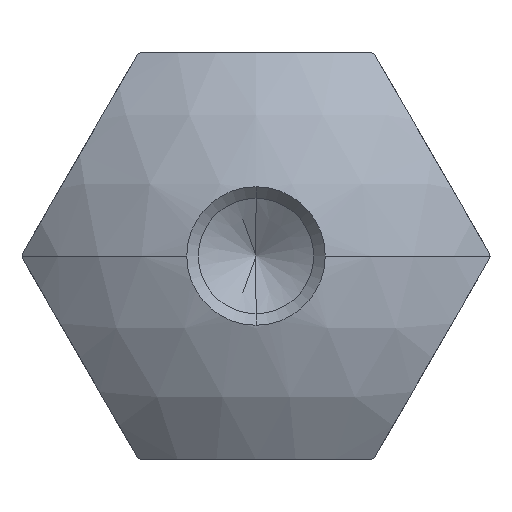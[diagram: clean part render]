
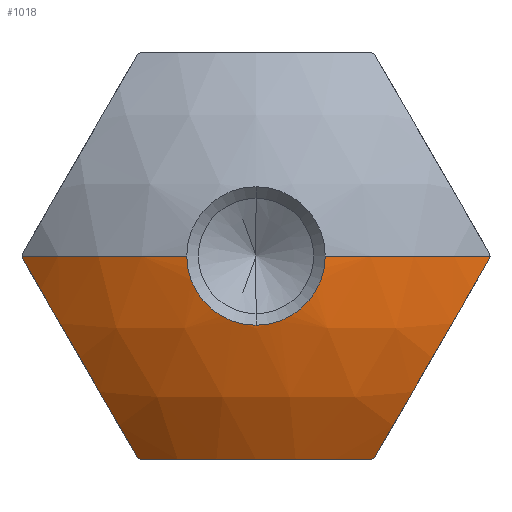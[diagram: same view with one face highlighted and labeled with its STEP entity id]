
A CAD part, front view. The second image highlights one B-rep face of the part: STEP entity #1018.
In plain terms, the highlighted spherical face has radius 20 mm.
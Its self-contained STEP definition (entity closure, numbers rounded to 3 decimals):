
#6 = CIRCLE ( 'NONE', #419, 16. ) ;
#12 = DIRECTION ( 'NONE',  ( 0., 0., -1. ) ) ;
#17 = AXIS2_PLACEMENT_3D ( 'NONE', #1142, #414, #397 ) ;
#29 = CARTESIAN_POINT ( 'NONE',  ( 13.8, -11.88, 0. ) ) ;
#47 = DIRECTION ( 'NONE',  ( 0.866, 0., -0.5 ) ) ;
#52 = EDGE_CURVE ( 'NONE', #965, #134, #1103, .T. ) ;
#83 = CARTESIAN_POINT ( 'NONE',  ( 0., -16.983, 0. ) ) ;
#86 = DIRECTION ( 'NONE',  ( 0., -1., 0. ) ) ;
#93 = CARTESIAN_POINT ( 'NONE',  ( 0., -11.88, 0. ) ) ;
#97 = DIRECTION ( 'NONE',  ( 0., 0., -1. ) ) ;
#101 = EDGE_CURVE ( 'NONE', #857, #134, #1065, .T. ) ;
#103 = CARTESIAN_POINT ( 'NONE',  ( 0., 2.596, -12. ) ) ;
#115 = VERTEX_POINT ( 'NONE', #1257 ) ;
#119 = AXIS2_PLACEMENT_3D ( 'NONE', #93, #86, #12 ) ;
#128 = ORIENTED_EDGE ( 'NONE', *, *, #333, .T. ) ;
#134 = VERTEX_POINT ( 'NONE', #1253 ) ;
#150 = DIRECTION ( 'NONE',  ( 0., 0., 1. ) ) ;
#154 = DIRECTION ( 'NONE',  ( 0., 1., 0. ) ) ;
#159 = CARTESIAN_POINT ( 'NONE',  ( 0., -16.983, 0. ) ) ;
#162 = SPHERICAL_SURFACE ( 'NONE', #1069, 20. ) ;
#179 = CARTESIAN_POINT ( 'NONE',  ( -13.8, -11.88, -0.098 ) ) ;
#180 = AXIS2_PLACEMENT_3D ( 'NONE', #882, #1270, #1247 ) ;
#182 = ORIENTED_EDGE ( 'NONE', *, *, #358, .T. ) ;
#188 = ORIENTED_EDGE ( 'NONE', *, *, #1231, .T. ) ;
#199 = CIRCLE ( 'NONE', #1233, 16. ) ;
#207 = VERTEX_POINT ( 'NONE', #179 ) ;
#209 = CARTESIAN_POINT ( 'NONE',  ( 0., -11.88, 0. ) ) ;
#239 = DIRECTION ( 'NONE',  ( 0., -1., 0. ) ) ;
#306 = AXIS2_PLACEMENT_3D ( 'NONE', #915, #325, #1006 ) ;
#321 = DIRECTION ( 'NONE',  ( 0., 0., -1. ) ) ;
#324 = CARTESIAN_POINT ( 'NONE',  ( 0., -16.983, -4.083 ) ) ;
#325 = DIRECTION ( 'NONE',  ( -0.866, 0., -0.5 ) ) ;
#333 = EDGE_CURVE ( 'NONE', #959, #1048, #1032, .T. ) ;
#358 = EDGE_CURVE ( 'NONE', #1259, #779, #995, .T. ) ;
#367 = AXIS2_PLACEMENT_3D ( 'NONE', #159, #154, #150 ) ;
#392 = CIRCLE ( 'NONE', #306, 16. ) ;
#397 = DIRECTION ( 'NONE',  ( 1., 0., 0. ) ) ;
#414 = DIRECTION ( 'NONE',  ( 0., 0., 1. ) ) ;
#419 = AXIS2_PLACEMENT_3D ( 'NONE', #663, #47, #759 ) ;
#449 = CARTESIAN_POINT ( 'NONE',  ( 0., 2.596, 0. ) ) ;
#451 = EDGE_CURVE ( 'NONE', #1173, #965, #1186, .T. ) ;
#461 = DIRECTION ( 'NONE',  ( -1., 0., 0. ) ) ;
#466 = DIRECTION ( 'NONE',  ( 0., 0., -1. ) ) ;
#485 = ORIENTED_EDGE ( 'NONE', *, *, #101, .F. ) ;
#526 = CARTESIAN_POINT ( 'NONE',  ( 0., 2.596, 0. ) ) ;
#549 = DIRECTION ( 'NONE',  ( 0., 0., -1. ) ) ;
#552 = DIRECTION ( 'NONE',  ( -1., 0., 0. ) ) ;
#566 = CIRCLE ( 'NONE', #860, 20. ) ;
#662 = EDGE_CURVE ( 'NONE', #779, #1173, #566, .T. ) ;
#663 = CARTESIAN_POINT ( 'NONE',  ( 10.392, 2.596, -6. ) ) ;
#671 = EDGE_LOOP ( 'NONE', ( #182, #1037, #930, #993, #485, #188, #1222, #1177, #1132, #128, #1007 ) ) ;
#682 = FACE_OUTER_BOUND ( 'NONE', #671, .T. ) ;
#732 = CARTESIAN_POINT ( 'NONE',  ( 13.8, -11.88, -0.098 ) ) ;
#753 = CARTESIAN_POINT ( 'NONE',  ( 6.985, -11.88, -11.902 ) ) ;
#759 = DIRECTION ( 'NONE',  ( -0.5, 0., -0.866 ) ) ;
#779 = VERTEX_POINT ( 'NONE', #29 ) ;
#856 = CARTESIAN_POINT ( 'NONE',  ( 0., -11.88, 0. ) ) ;
#857 = VERTEX_POINT ( 'NONE', #1179 ) ;
#860 = AXIS2_PLACEMENT_3D ( 'NONE', #526, #466, #461 ) ;
#868 = DIRECTION ( 'NONE',  ( -1., 0., 0. ) ) ;
#873 = EDGE_CURVE ( 'NONE', #959, #1049, #199, .T. ) ;
#882 = CARTESIAN_POINT ( 'NONE',  ( 0., -11.88, 0. ) ) ;
#910 = DIRECTION ( 'NONE',  ( 0., -1., 0. ) ) ;
#914 = CARTESIAN_POINT ( 'NONE',  ( 6.815, -11.88, -12. ) ) ;
#915 = CARTESIAN_POINT ( 'NONE',  ( -10.392, 2.596, -6. ) ) ;
#930 = ORIENTED_EDGE ( 'NONE', *, *, #451, .T. ) ;
#941 = DIRECTION ( 'NONE',  ( 0., 0., -1. ) ) ;
#959 = VERTEX_POINT ( 'NONE', #914 ) ;
#963 = CIRCLE ( 'NONE', #1240, 13.8 ) ;
#965 = VERTEX_POINT ( 'NONE', #324 ) ;
#993 = ORIENTED_EDGE ( 'NONE', *, *, #52, .T. ) ;
#995 = CIRCLE ( 'NONE', #180, 13.8 ) ;
#1006 = DIRECTION ( 'NONE',  ( -0.5, 0., 0.866 ) ) ;
#1007 = ORIENTED_EDGE ( 'NONE', *, *, #1195, .F. ) ;
#1018 = ADVANCED_FACE ( 'NONE', ( #682 ), #162, .T. ) ;
#1019 = CARTESIAN_POINT ( 'NONE',  ( 4.083, -16.983, 0. ) ) ;
#1025 = CARTESIAN_POINT ( 'NONE',  ( -6.815, -11.88, -12. ) ) ;
#1032 = CIRCLE ( 'NONE', #119, 13.8 ) ;
#1037 = ORIENTED_EDGE ( 'NONE', *, *, #662, .T. ) ;
#1048 = VERTEX_POINT ( 'NONE', #753 ) ;
#1049 = VERTEX_POINT ( 'NONE', #1025 ) ;
#1050 = EDGE_CURVE ( 'NONE', #115, #1049, #1134, .T. ) ;
#1060 = DIRECTION ( 'NONE',  ( 0., 0., 1. ) ) ;
#1065 = CIRCLE ( 'NONE', #17, 20. ) ;
#1069 = AXIS2_PLACEMENT_3D ( 'NONE', #449, #549, #552 ) ;
#1103 = CIRCLE ( 'NONE', #367, 4.083 ) ;
#1112 = AXIS2_PLACEMENT_3D ( 'NONE', #83, #1256, #1060 ) ;
#1132 = ORIENTED_EDGE ( 'NONE', *, *, #873, .F. ) ;
#1134 = CIRCLE ( 'NONE', #1207, 13.8 ) ;
#1142 = CARTESIAN_POINT ( 'NONE',  ( 0., 2.596, 0. ) ) ;
#1173 = VERTEX_POINT ( 'NONE', #1019 ) ;
#1177 = ORIENTED_EDGE ( 'NONE', *, *, #1050, .T. ) ;
#1179 = CARTESIAN_POINT ( 'NONE',  ( -13.8, -11.88, 0. ) ) ;
#1186 = CIRCLE ( 'NONE', #1112, 4.083 ) ;
#1195 = EDGE_CURVE ( 'NONE', #1259, #1048, #6, .T. ) ;
#1207 = AXIS2_PLACEMENT_3D ( 'NONE', #856, #239, #941 ) ;
#1222 = ORIENTED_EDGE ( 'NONE', *, *, #1246, .F. ) ;
#1231 = EDGE_CURVE ( 'NONE', #857, #207, #963, .T. ) ;
#1233 = AXIS2_PLACEMENT_3D ( 'NONE', #103, #97, #868 ) ;
#1240 = AXIS2_PLACEMENT_3D ( 'NONE', #209, #910, #321 ) ;
#1246 = EDGE_CURVE ( 'NONE', #115, #207, #392, .T. ) ;
#1247 = DIRECTION ( 'NONE',  ( 0., 0., -1. ) ) ;
#1253 = CARTESIAN_POINT ( 'NONE',  ( -4.083, -16.983, 0. ) ) ;
#1256 = DIRECTION ( 'NONE',  ( 0., 1., 0. ) ) ;
#1257 = CARTESIAN_POINT ( 'NONE',  ( -6.985, -11.88, -11.902 ) ) ;
#1259 = VERTEX_POINT ( 'NONE', #732 ) ;
#1270 = DIRECTION ( 'NONE',  ( 0., -1., 0. ) ) ;
